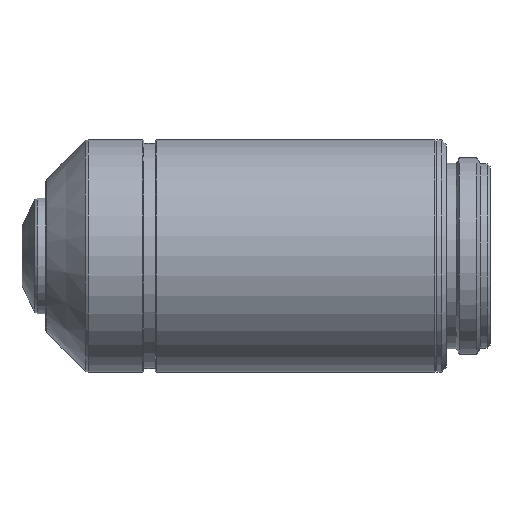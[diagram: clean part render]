
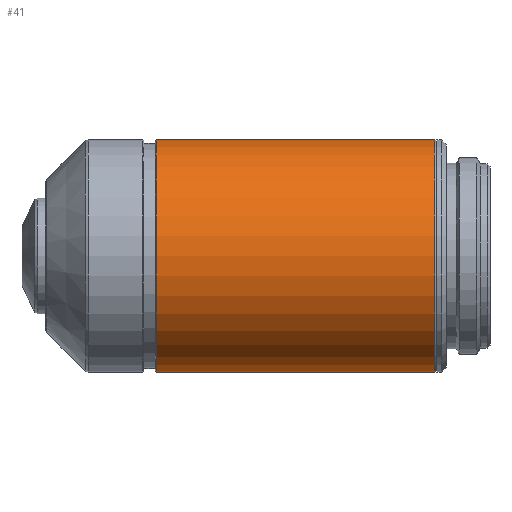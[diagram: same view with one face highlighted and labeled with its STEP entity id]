
A CAD part, top view. The second image highlights one B-rep face of the part: STEP entity #41.
In plain terms, the highlighted cylindrical face has radius 12 mm (diameter 24 mm), a partial arc.
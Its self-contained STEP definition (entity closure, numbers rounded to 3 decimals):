
#41 = ADVANCED_FACE ( 'NONE', ( #1179 ), #1092, .T. ) ;
#105 = DIRECTION ( 'NONE',  ( 0., -1., 0. ) ) ;
#106 = AXIS2_PLACEMENT_3D ( 'NONE', #402, #801, #105 ) ;
#148 = DIRECTION ( 'NONE',  ( 1., 0., 0. ) ) ;
#170 = VERTEX_POINT ( 'NONE', #1104 ) ;
#194 = EDGE_CURVE ( 'NONE', #446, #765, #451, .T. ) ;
#209 = CARTESIAN_POINT ( 'NONE',  ( 43.8, 0., 0. ) ) ;
#284 = DIRECTION ( 'NONE',  ( 1., 0., 0. ) ) ;
#304 = DIRECTION ( 'NONE',  ( 1., 0., 0. ) ) ;
#309 = EDGE_LOOP ( 'NONE', ( #758, #871, #859, #473 ) ) ;
#312 = DIRECTION ( 'NONE',  ( 1., 0., 0. ) ) ;
#327 = DIRECTION ( 'NONE',  ( 0., 1., 0. ) ) ;
#402 = CARTESIAN_POINT ( 'NONE',  ( 29.45, 0., 0. ) ) ;
#410 = CARTESIAN_POINT ( 'NONE',  ( 43.8, -12., 0. ) ) ;
#420 = CARTESIAN_POINT ( 'NONE',  ( 29.45, -12., 0. ) ) ;
#446 = VERTEX_POINT ( 'NONE', #572 ) ;
#451 = CIRCLE ( 'NONE', #1017, 12. ) ;
#473 = ORIENTED_EDGE ( 'NONE', *, *, #1130, .F. ) ;
#509 = DIRECTION ( 'NONE',  ( 0., 1., 0. ) ) ;
#572 = CARTESIAN_POINT ( 'NONE',  ( 15.1, 12., 0. ) ) ;
#582 = CARTESIAN_POINT ( 'NONE',  ( 29.45, 12., 0. ) ) ;
#758 = ORIENTED_EDGE ( 'NONE', *, *, #194, .T. ) ;
#765 = VERTEX_POINT ( 'NONE', #986 ) ;
#770 = EDGE_CURVE ( 'NONE', #170, #1256, #1107, .T. ) ;
#790 = LINE ( 'NONE', #420, #1046 ) ;
#801 = DIRECTION ( 'NONE',  ( 1., 0., 0. ) ) ;
#859 = ORIENTED_EDGE ( 'NONE', *, *, #770, .F. ) ;
#871 = ORIENTED_EDGE ( 'NONE', *, *, #1244, .T. ) ;
#986 = CARTESIAN_POINT ( 'NONE',  ( 15.1, -12., 0. ) ) ;
#1005 = VECTOR ( 'NONE', #284, 1000. ) ;
#1017 = AXIS2_PLACEMENT_3D ( 'NONE', #1033, #148, #327 ) ;
#1033 = CARTESIAN_POINT ( 'NONE',  ( 15.1, 0., 0. ) ) ;
#1046 = VECTOR ( 'NONE', #304, 1000. ) ;
#1065 = LINE ( 'NONE', #582, #1005 ) ;
#1084 = AXIS2_PLACEMENT_3D ( 'NONE', #209, #312, #509 ) ;
#1092 = CYLINDRICAL_SURFACE ( 'NONE', #106, 12. ) ;
#1104 = CARTESIAN_POINT ( 'NONE',  ( 43.8, 12., 0. ) ) ;
#1107 = CIRCLE ( 'NONE', #1084, 12. ) ;
#1130 = EDGE_CURVE ( 'NONE', #446, #170, #1065, .T. ) ;
#1179 = FACE_OUTER_BOUND ( 'NONE', #309, .T. ) ;
#1244 = EDGE_CURVE ( 'NONE', #765, #1256, #790, .T. ) ;
#1256 = VERTEX_POINT ( 'NONE', #410 ) ;
